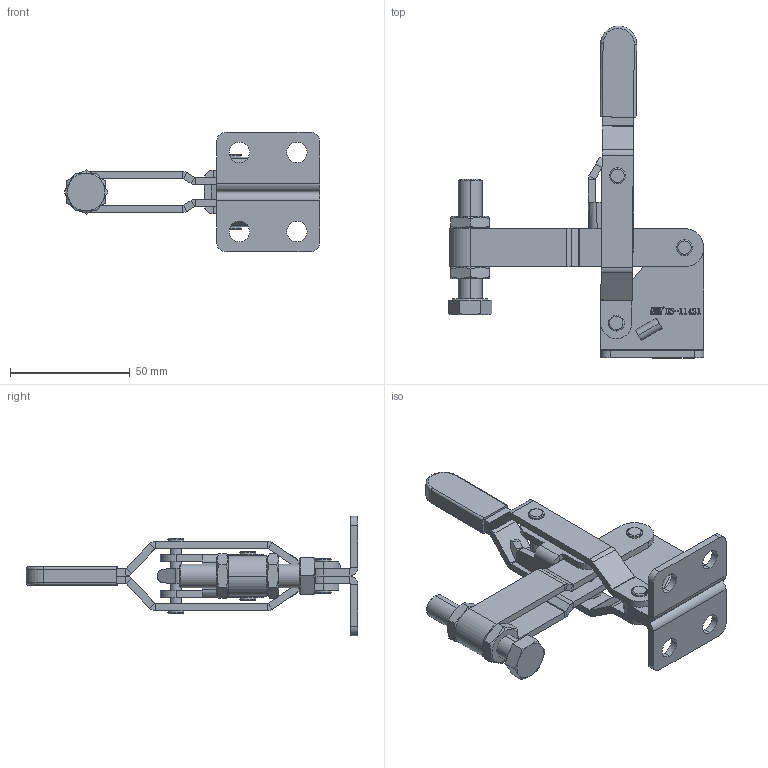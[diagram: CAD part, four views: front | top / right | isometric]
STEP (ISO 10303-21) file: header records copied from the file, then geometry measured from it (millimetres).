
FILE_DESCRIPTION (( 'STEP AP203' ), '1' );
FILE_NAME ('HS-11421装配体.STEP', '2018-12-07T02:32:22', ( 'PCOS' ), ( '微软中国' ), 'SwSTEP 2.0', 'SolidWorks 2012', '' );
FILE_SCHEMA (( 'CONFIG_CONTROL_DESIGN' ));
Length unit declared in the file: millimetre
Products named in the file (12): HS-11421蚾饜极; 种; hex thin nuts-grades ab-chamfered gb_GB_FASTENER_NUT_STNAB M10-N; hexagon head bolts-full thread gb_GB_FASTENER_BOLT_STBAB A M10X50-C; 酗种; 揤參; 忒梟; 忒參; 蟀裝; 傻种; 楊擘菁釱衵; 楊擘菁釱酘
Assembly tree (14 placements, depth 2):
  HS-11421蚾饜极
    楊擘菁釱酘
    楊擘菁釱衵
    傻种  x2
    蟀裝
    忒參
    忒梟  x2
    揤參
    酗种
    hexagon head bolts-full thread gb_GB_FASTENER_BOLT_STBAB A M10X50-C
    hex thin nuts-grades ab-chamfered gb_GB_FASTENER_NUT_STNAB M10-N  x2
    种
Bounding box: 106.58 x 138.5 x 50 mm (x, y, z)
Volume: 49290.1 mm3; surface area: 37768.1 mm2
Topology: 14 solids, 14 shells, 742 faces, 1845 edges, 1168 vertices
Faces by surface type: plane 413, cylinder 165, bspline 120, cone 26, torus 18
Entity records: 25792 total; most frequent: CARTESIAN_POINT 8898, ORIENTED_EDGE 3382, DIRECTION 2887, EDGE_CURVE 1691, LINE 1085, VECTOR 1085, VERTEX_POINT 1080, AXIS2_PLACEMENT_3D 901
